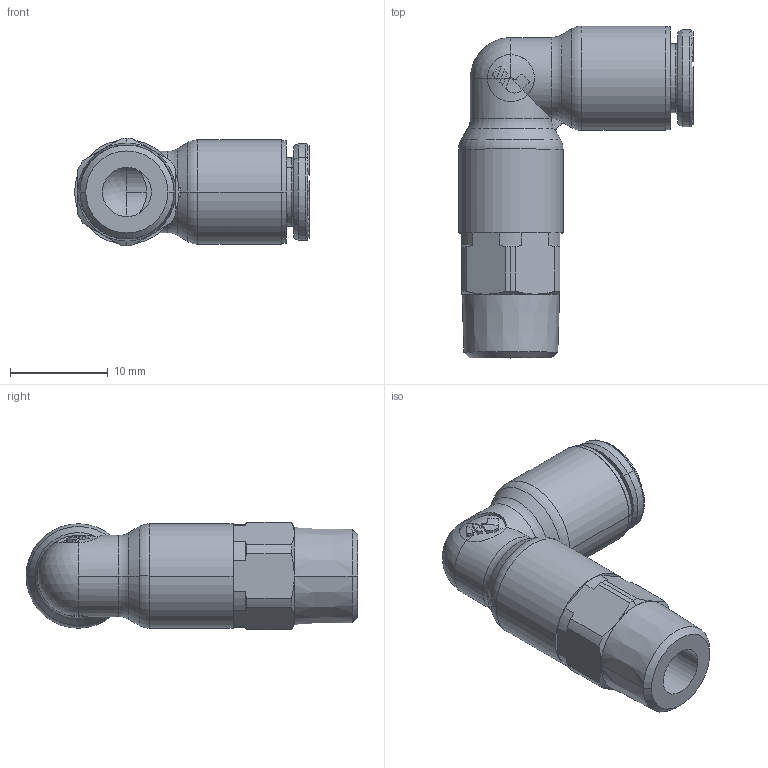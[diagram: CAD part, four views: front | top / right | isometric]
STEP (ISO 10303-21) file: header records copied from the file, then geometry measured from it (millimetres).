
FILE_DESCRIPTION(('STEP AP214'),'1');
FILE_NAME('6809_06_10.stp','2016-07-07T14:43:06',('TraceParts'),('TraceParts S.A.'),'Spatial InterOp 3D',' ',' ');
FILE_SCHEMA(('automotive_design'));
Length unit declared in the file: millimetre
Products named in the file (8): 6809 06 10|44106-64_ASM_1227#44106-64_ASM|44106-26_1223#44106-26;Solide1; 6809 06 10|44106-64_ASM_1227#44106-64_ASM|44106_1224#44106;Solide1; 6809 06 10|44106-64_ASM_1227#44106-64_ASM|44106-27_1225#44106-27;Solide1; 6809 06 10|44106-64_ASM_1227#44106-64_ASM|44126-20_1226#44126-20;Solide1; 6809 06 10|44516-02_1222#44516-02;Solide1; 6809 06 10|44106-11-10-ASM_1228#44106-11-10-ASM;Solide1; 6809 06 10|44106-11-10-ASM_1229#44106-11-10-ASM;Solide1; 6809 06 10|44310-16-69_1230#44310-16-69;Solide1
Bounding box: 23.95 x 33.88 x 11 mm (x, y, z)
Volume: 2363.7 mm3; surface area: 4241.3 mm2
Topology: 8 solids, 8 shells, 755 faces, 2009 edges, 1286 vertices
Faces by surface type: plane 328, cylinder 155, cone 113, torus 89, bspline 58, sphere 12
Entity records: 33594 total; most frequent: CARTESIAN_POINT 8495, ORIENTED_EDGE 4014, DIRECTION 3972, EDGE_CURVE 2007, AXIS2_PLACEMENT_3D 1460, VERTEX_POINT 1286, LINE 1052, VECTOR 1052
